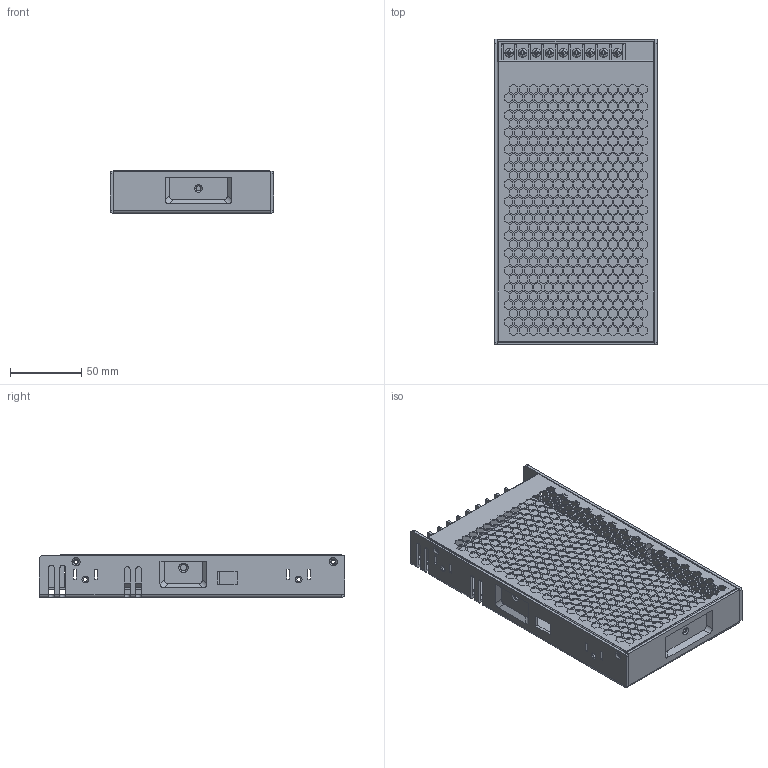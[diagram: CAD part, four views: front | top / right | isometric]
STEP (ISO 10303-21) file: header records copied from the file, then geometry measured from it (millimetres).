
FILE_DESCRIPTION (( 'STEP AP214' ), '1' );
FILE_NAME ('CDKU-200軞蚾2.STEP', '2025-08-25T02:08:03', ( 'China' ), ( 'Home' ), 'SwSTEP 2.0', 'SolidWorks 2020', '' );
FILE_SCHEMA (( 'AUTOMOTIVE_DESIGN' ));
Length unit declared in the file: millimetre
Products named in the file (4): CDKU-200菁; 傷赽-9p; CDKU-200軞蚾2; CDKU-200裔
Assembly tree (3 placements, depth 2):
  CDKU-200軞蚾2
    CDKU-200菁
    傷赽-9p
    CDKU-200裔
Bounding box: 115 x 215 x 30 mm (x, y, z)
Volume: 133632.2 mm3; surface area: 161611.4 mm2
Topology: 3 solids, 3 shells, 3055 faces, 8931 edges, 5890 vertices
Faces by surface type: plane 2792, cylinder 157, bspline 48, torus 36, cone 22
Entity records: 136854 total; most frequent: CARTESIAN_POINT 21084, ORIENTED_EDGE 17862, DIRECTION 15275, EDGE_CURVE 8931, VECTOR 8325, LINE 8325, VERTEX_POINT 5890, EDGE_LOOP 3955
